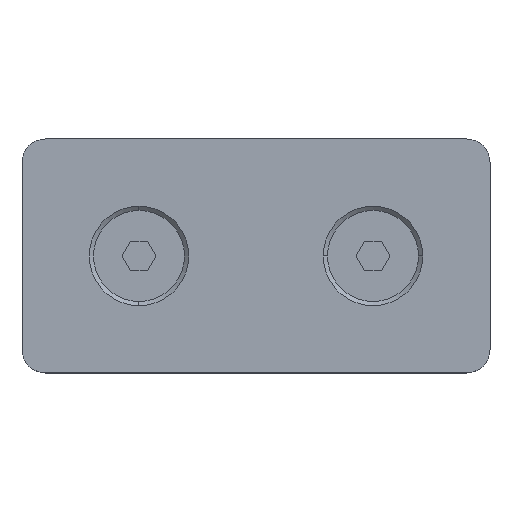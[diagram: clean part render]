
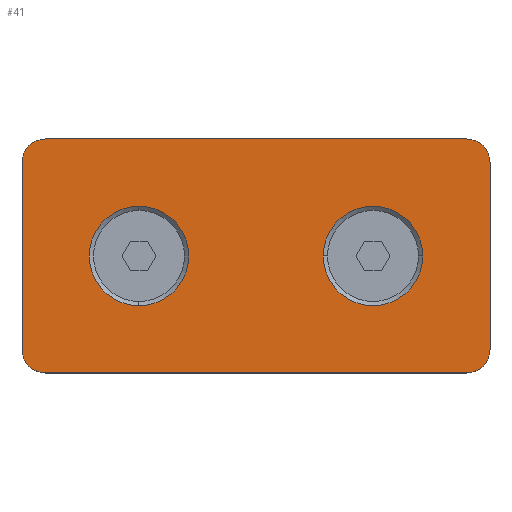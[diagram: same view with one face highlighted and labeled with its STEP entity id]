
A CAD part, top view. The second image highlights one B-rep face of the part: STEP entity #41.
In plain terms, the highlighted planar face has unit normal (0, 0, 1).
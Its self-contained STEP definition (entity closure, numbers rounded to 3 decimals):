
#1 = EDGE_CURVE ( 'NONE', #1683, #1455, #563, .T. ) ;
#3 = VERTEX_POINT ( 'NONE', #290 ) ;
#15 = LINE ( 'NONE', #704, #165 ) ;
#30 = CARTESIAN_POINT ( 'NONE',  ( -16., 16., 4. ) ) ;
#41 = ADVANCED_FACE ( 'NONE', ( #1489, #1237, #1334 ), #452, .T. ) ;
#60 = DIRECTION ( 'NONE',  ( 0., -1., 0. ) ) ;
#100 = CARTESIAN_POINT ( 'NONE',  ( 60., -16., 4. ) ) ;
#110 = CIRCLE ( 'NONE', #626, 4. ) ;
#113 = VERTEX_POINT ( 'NONE', #1105 ) ;
#115 = CARTESIAN_POINT ( 'NONE',  ( 20., 20., 4. ) ) ;
#120 = CARTESIAN_POINT ( 'NONE',  ( 56., 20., 4. ) ) ;
#128 = EDGE_CURVE ( 'NONE', #279, #1320, #402, .T. ) ;
#158 = CIRCLE ( 'NONE', #412, 8.5 ) ;
#162 = CARTESIAN_POINT ( 'NONE',  ( 56., -20., 4. ) ) ;
#163 = VECTOR ( 'NONE', #60, 1000. ) ;
#165 = VECTOR ( 'NONE', #552, 1000. ) ;
#168 = CARTESIAN_POINT ( 'NONE',  ( 31.5, 0., 4. ) ) ;
#218 = DIRECTION ( 'NONE',  ( -1., 0., 0. ) ) ;
#220 = EDGE_CURVE ( 'NONE', #113, #3, #110, .T. ) ;
#221 = DIRECTION ( 'NONE',  ( -1., 0., 0. ) ) ;
#249 = CARTESIAN_POINT ( 'NONE',  ( 56., -16., 4. ) ) ;
#279 = VERTEX_POINT ( 'NONE', #120 ) ;
#290 = CARTESIAN_POINT ( 'NONE',  ( -20., -16., 4. ) ) ;
#362 = VERTEX_POINT ( 'NONE', #1298 ) ;
#369 = AXIS2_PLACEMENT_3D ( 'NONE', #249, #497, #1686 ) ;
#392 = DIRECTION ( 'NONE',  ( -1., 0., 0. ) ) ;
#402 = CIRCLE ( 'NONE', #1657, 4. ) ;
#412 = AXIS2_PLACEMENT_3D ( 'NONE', #1534, #748, #1668 ) ;
#436 = DIRECTION ( 'NONE',  ( -1., 0., 0. ) ) ;
#452 = PLANE ( 'NONE',  #959 ) ;
#468 = CARTESIAN_POINT ( 'NONE',  ( 20., 0., 4. ) ) ;
#484 = VECTOR ( 'NONE', #775, 1000. ) ;
#497 = DIRECTION ( 'NONE',  ( 0., 0., -1. ) ) ;
#514 = CIRCLE ( 'NONE', #1418, 8.5 ) ;
#545 = ORIENTED_EDGE ( 'NONE', *, *, #1, .F. ) ;
#548 = ORIENTED_EDGE ( 'NONE', *, *, #1161, .T. ) ;
#552 = DIRECTION ( 'NONE',  ( 0., 1., 0. ) ) ;
#563 = CIRCLE ( 'NONE', #1471, 4. ) ;
#576 = DIRECTION ( 'NONE',  ( 0., 0., 1. ) ) ;
#601 = CARTESIAN_POINT ( 'NONE',  ( -20., 16., 4. ) ) ;
#604 = EDGE_LOOP ( 'NONE', ( #1519, #1581, #1278, #1295, #1221, #1448, #545, #1394 ) ) ;
#620 = VERTEX_POINT ( 'NONE', #162 ) ;
#626 = AXIS2_PLACEMENT_3D ( 'NONE', #1411, #1421, #1542 ) ;
#704 = CARTESIAN_POINT ( 'NONE',  ( 60., 0., 4. ) ) ;
#707 = EDGE_LOOP ( 'NONE', ( #548, #951 ) ) ;
#745 = AXIS2_PLACEMENT_3D ( 'NONE', #1160, #1043, #392 ) ;
#748 = DIRECTION ( 'NONE',  ( 0., 0., -1. ) ) ;
#775 = DIRECTION ( 'NONE',  ( -1., 0., 0. ) ) ;
#786 = VERTEX_POINT ( 'NONE', #168 ) ;
#811 = EDGE_CURVE ( 'NONE', #1071, #1320, #15, .T. ) ;
#812 = CIRCLE ( 'NONE', #369, 4. ) ;
#821 = CARTESIAN_POINT ( 'NONE',  ( 48.5, 0., 4. ) ) ;
#828 = ORIENTED_EDGE ( 'NONE', *, *, #1460, .T. ) ;
#851 = VERTEX_POINT ( 'NONE', #821 ) ;
#882 = CIRCLE ( 'NONE', #745, 8.5 ) ;
#951 = ORIENTED_EDGE ( 'NONE', *, *, #1450, .T. ) ;
#957 = EDGE_CURVE ( 'NONE', #1683, #3, #1113, .T. ) ;
#959 = AXIS2_PLACEMENT_3D ( 'NONE', #468, #576, #1376 ) ;
#966 = CARTESIAN_POINT ( 'NONE',  ( 40., 0., 4. ) ) ;
#980 = LINE ( 'NONE', #1147, #1231 ) ;
#984 = DIRECTION ( 'NONE',  ( 0., 0., -1. ) ) ;
#987 = DIRECTION ( 'NONE',  ( 0., 0., -1. ) ) ;
#1002 = DIRECTION ( 'NONE',  ( 0., 0., -1. ) ) ;
#1005 = EDGE_CURVE ( 'NONE', #1071, #620, #812, .T. ) ;
#1033 = ORIENTED_EDGE ( 'NONE', *, *, #1667, .T. ) ;
#1043 = DIRECTION ( 'NONE',  ( 0., 0., -1. ) ) ;
#1056 = AXIS2_PLACEMENT_3D ( 'NONE', #1392, #987, #221 ) ;
#1063 = EDGE_CURVE ( 'NONE', #113, #620, #980, .T. ) ;
#1071 = VERTEX_POINT ( 'NONE', #100 ) ;
#1105 = CARTESIAN_POINT ( 'NONE',  ( -16., -20., 4. ) ) ;
#1113 = LINE ( 'NONE', #1517, #163 ) ;
#1118 = DIRECTION ( 'NONE',  ( -1., 0., 0. ) ) ;
#1125 = EDGE_LOOP ( 'NONE', ( #828, #1033 ) ) ;
#1131 = CARTESIAN_POINT ( 'NONE',  ( -16., 20., 4. ) ) ;
#1145 = EDGE_CURVE ( 'NONE', #279, #1455, #1461, .T. ) ;
#1147 = CARTESIAN_POINT ( 'NONE',  ( 20., -20., 4. ) ) ;
#1160 = CARTESIAN_POINT ( 'NONE',  ( 0., 0., 4. ) ) ;
#1161 = EDGE_CURVE ( 'NONE', #362, #1415, #882, .T. ) ;
#1187 = CARTESIAN_POINT ( 'NONE',  ( 60., 16., 4. ) ) ;
#1214 = DIRECTION ( 'NONE',  ( 0., 0., -1. ) ) ;
#1221 = ORIENTED_EDGE ( 'NONE', *, *, #128, .F. ) ;
#1225 = CARTESIAN_POINT ( 'NONE',  ( 8.5, 0., 4. ) ) ;
#1231 = VECTOR ( 'NONE', #1419, 1000. ) ;
#1237 = FACE_BOUND ( 'NONE', #707, .T. ) ;
#1278 = ORIENTED_EDGE ( 'NONE', *, *, #1005, .F. ) ;
#1295 = ORIENTED_EDGE ( 'NONE', *, *, #811, .T. ) ;
#1298 = CARTESIAN_POINT ( 'NONE',  ( -8.5, 0., 4. ) ) ;
#1320 = VERTEX_POINT ( 'NONE', #1187 ) ;
#1334 = FACE_OUTER_BOUND ( 'NONE', #604, .T. ) ;
#1376 = DIRECTION ( 'NONE',  ( 1., 0., 0. ) ) ;
#1392 = CARTESIAN_POINT ( 'NONE',  ( 0., 0., 4. ) ) ;
#1394 = ORIENTED_EDGE ( 'NONE', *, *, #957, .T. ) ;
#1411 = CARTESIAN_POINT ( 'NONE',  ( -16., -16., 4. ) ) ;
#1415 = VERTEX_POINT ( 'NONE', #1225 ) ;
#1418 = AXIS2_PLACEMENT_3D ( 'NONE', #966, #984, #218 ) ;
#1419 = DIRECTION ( 'NONE',  ( 1., 0., 0. ) ) ;
#1421 = DIRECTION ( 'NONE',  ( 0., 0., -1. ) ) ;
#1448 = ORIENTED_EDGE ( 'NONE', *, *, #1145, .T. ) ;
#1450 = EDGE_CURVE ( 'NONE', #1415, #362, #1671, .T. ) ;
#1455 = VERTEX_POINT ( 'NONE', #1131 ) ;
#1460 = EDGE_CURVE ( 'NONE', #786, #851, #158, .T. ) ;
#1461 = LINE ( 'NONE', #115, #484 ) ;
#1471 = AXIS2_PLACEMENT_3D ( 'NONE', #30, #1214, #436 ) ;
#1489 = FACE_BOUND ( 'NONE', #1125, .T. ) ;
#1517 = CARTESIAN_POINT ( 'NONE',  ( -20., 0., 4. ) ) ;
#1519 = ORIENTED_EDGE ( 'NONE', *, *, #220, .F. ) ;
#1534 = CARTESIAN_POINT ( 'NONE',  ( 40., 0., 4. ) ) ;
#1542 = DIRECTION ( 'NONE',  ( -1., 0., 0. ) ) ;
#1581 = ORIENTED_EDGE ( 'NONE', *, *, #1063, .T. ) ;
#1657 = AXIS2_PLACEMENT_3D ( 'NONE', #1658, #1002, #1118 ) ;
#1658 = CARTESIAN_POINT ( 'NONE',  ( 56., 16., 4. ) ) ;
#1667 = EDGE_CURVE ( 'NONE', #851, #786, #514, .T. ) ;
#1668 = DIRECTION ( 'NONE',  ( -1., 0., 0. ) ) ;
#1671 = CIRCLE ( 'NONE', #1056, 8.5 ) ;
#1683 = VERTEX_POINT ( 'NONE', #601 ) ;
#1686 = DIRECTION ( 'NONE',  ( -1., 0., 0. ) ) ;
